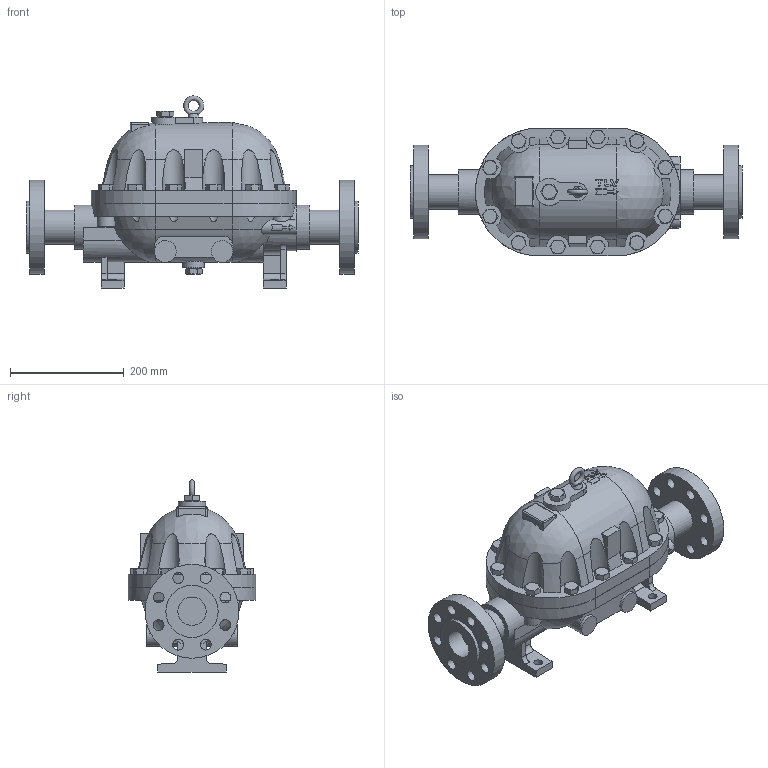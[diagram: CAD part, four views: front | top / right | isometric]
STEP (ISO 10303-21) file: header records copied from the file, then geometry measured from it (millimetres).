
FILE_DESCRIPTION(/* description */ (''),/* implementation_level */ '2;1');
FILE_NAME(/* name */ 'jlh9x-050-a0600-00.stp',/* time_stamp */ '2016-10-12T15:46:39+09:00',/* author */ ('nakaot'),/* organization */ (''),/* preprocessor_version */ 'ST-DEVELOPER v15.6',/* originating_system */ 'Autodesk Inventor 2015',/* authorisation */ '');
FILE_SCHEMA (('CONFIG_CONTROL_DESIGN'));
Length unit declared in the file: millimetre
Products named in the file (1): jlh9x-050-a0600-00
Bounding box: 584 x 225 x 338.07 mm (x, y, z)
Volume: 12823911.6 mm3; surface area: 571674.5 mm2
Topology: 1 solids, 1 shells, 473 faces, 1217 edges, 780 vertices
Faces by surface type: plane 226, cylinder 118, cone 91, bspline 27, sphere 10, torus 1
Full cylindrical faces by diameter (mm): 15 x4, 19 x16, 21 x2, 38 x5, 50 x2, 60.5 x2, 78 x2, 91.9 x2, 165 x2
Entity records: 15408 total; most frequent: CARTESIAN_POINT 4725, ORIENTED_EDGE 2294, DIRECTION 2085, EDGE_CURVE 1147, AXIS2_PLACEMENT_3D 812, VERTEX_POINT 753, EDGE_LOOP 590, ADVANCED_FACE 473
